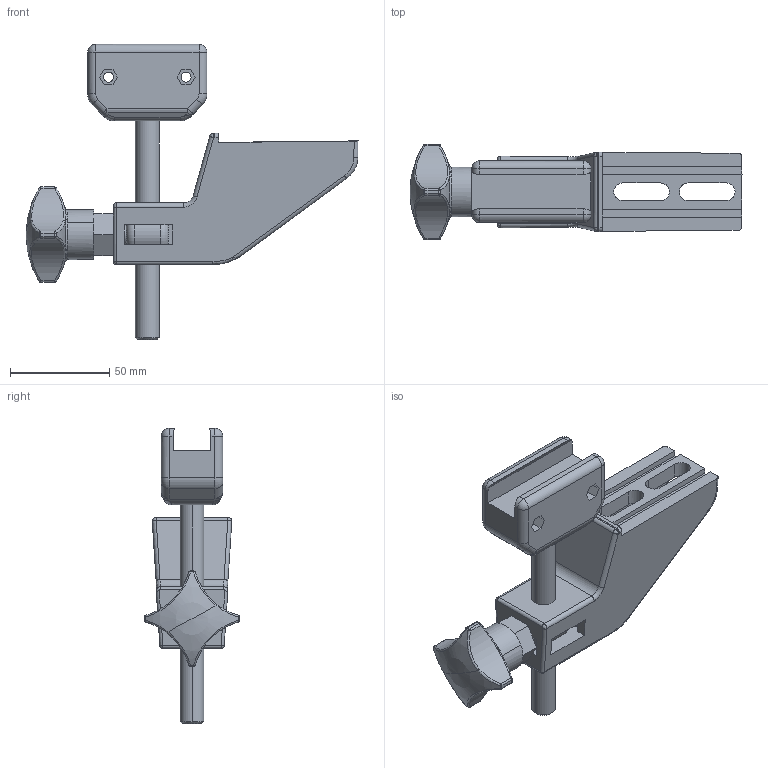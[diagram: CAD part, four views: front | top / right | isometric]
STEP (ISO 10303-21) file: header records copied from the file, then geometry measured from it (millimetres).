
FILE_DESCRIPTION(('CATIA V5 STEP Exchange'),'2;1');
FILE_NAME('210100100.stp','2021-04-15T18:36:39+00:00',('none'),('none'),'CATIA Version 5-6 Release 2017','CATIA V5 STEP AP203','none');
FILE_SCHEMA(('CONFIG_CONTROL_DESIGN'));
Length unit declared in the file: millimetre
Products named in the file (1): 210100100
Assembly tree (4 placements, depth 2):
  210100100
    #57
    #4069
    #4699
    #11172
Bounding box: 167 x 48 x 148.5 mm (x, y, z)
Volume: 176485.3 mm3; surface area: 55610.2 mm2
Topology: 5 solids, 5 shells, 334 faces, 829 edges, 476 vertices
Faces by surface type: plane 112, cylinder 106, bspline 44, sphere 42, torus 20, cone 10
Entity records: 14353 total; most frequent: CARTESIAN_POINT 7401, ORIENTED_EDGE 1586, DIRECTION 1058, EDGE_CURVE 787, VERTEX_POINT 472, AXIS2_PLACEMENT_3D 434, VECTOR 387, LINE 387
